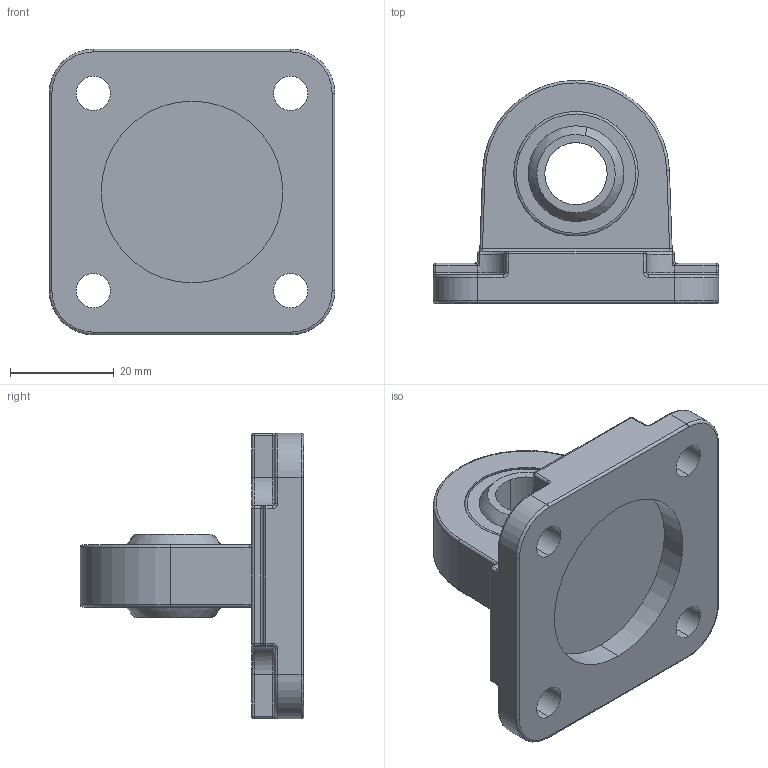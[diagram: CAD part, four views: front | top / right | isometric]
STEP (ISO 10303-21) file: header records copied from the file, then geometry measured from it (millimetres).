
FILE_DESCRIPTION (( 'STEP AP203' ), '1' );
FILE_NAME ('IN18-40.STEP', '2015-09-25T14:55:54', ( 'utente11' ), ( '' ), 'SwSTEP 2.0', 'SolidWorks 2015', '' );
FILE_SCHEMA (( 'CONFIG_CONTROL_DESIGN' ));
Length unit declared in the file: millimetre
Products named in the file (4): Anello cuscinetto^IN18_40; Sostegno^IN18_40; Sfera cuscinetto^IN18_40; IN18-40
Assembly tree (3 placements, depth 2):
  IN18-40
    Anello cuscinetto^IN18_40
    Sfera cuscinetto^IN18_40
    Sostegno^IN18_40
Bounding box: 55 x 43 x 55 mm (x, y, z)
Volume: 31641.3 mm3; surface area: 15065.7 mm2
Topology: 3 solids, 3 shells, 179 faces, 428 edges, 236 vertices
Faces by surface type: cylinder 79, torus 38, plane 32, sphere 16, bspline 14
Entity records: 5720 total; most frequent: CARTESIAN_POINT 1281, DIRECTION 932, ORIENTED_EDGE 804, EDGE_CURVE 402, AXIS2_PLACEMENT_3D 393, VERTEX_POINT 230, CIRCLE 222, EDGE_LOOP 194
